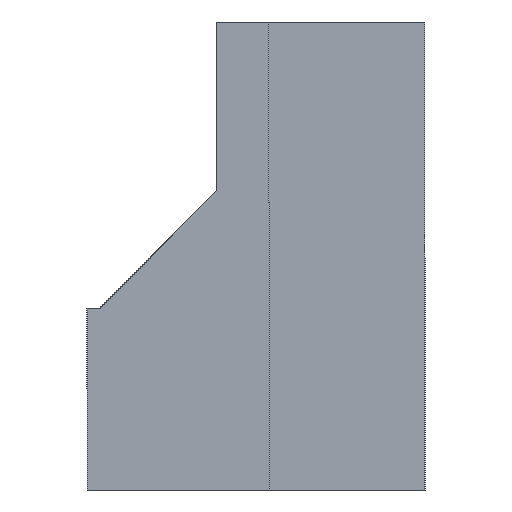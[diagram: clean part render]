
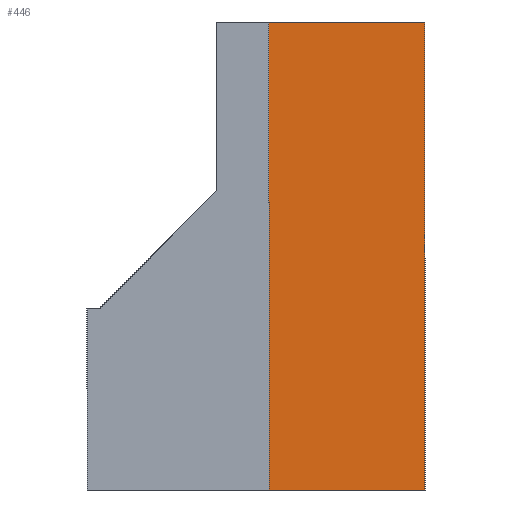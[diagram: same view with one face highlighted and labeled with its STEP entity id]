
A CAD part, left-side view. The second image highlights one B-rep face of the part: STEP entity #446.
In plain terms, the highlighted planar face has unit normal (-1, 0, 0).
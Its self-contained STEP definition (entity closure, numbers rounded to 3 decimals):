
#35 = CARTESIAN_POINT ( 'NONE',  ( 31.5, -10.5, 18. ) ) ;
#45 = CARTESIAN_POINT ( 'NONE',  ( 31.5, -4.5, 18. ) ) ;
#54 = DIRECTION ( 'NONE',  ( 1., 0., 0. ) ) ;
#58 = LINE ( 'NONE', #137, #562 ) ;
#123 = EDGE_CURVE ( 'NONE', #283, #870, #58, .T. ) ;
#127 = ORIENTED_EDGE ( 'NONE', *, *, #319, .F. ) ;
#137 = CARTESIAN_POINT ( 'NONE',  ( 31.5, -10.5, 18. ) ) ;
#152 = EDGE_LOOP ( 'NONE', ( #189, #304, #127, #824 ) ) ;
#181 = CARTESIAN_POINT ( 'NONE',  ( 31.5, -10.5, 18. ) ) ;
#189 = ORIENTED_EDGE ( 'NONE', *, *, #745, .T. ) ;
#283 = VERTEX_POINT ( 'NONE', #427 ) ;
#300 = DIRECTION ( 'NONE',  ( 0., 0., -1. ) ) ;
#304 = ORIENTED_EDGE ( 'NONE', *, *, #659, .F. ) ;
#319 = EDGE_CURVE ( 'NONE', #283, #880, #350, .T. ) ;
#331 = VECTOR ( 'NONE', #300, 1000. ) ;
#350 = LINE ( 'NONE', #35, #431 ) ;
#359 = DIRECTION ( 'NONE',  ( 0., 1., 0. ) ) ;
#387 = DIRECTION ( 'NONE',  ( 0., 0., -1. ) ) ;
#427 = CARTESIAN_POINT ( 'NONE',  ( 31.5, -10.5, 18. ) ) ;
#431 = VECTOR ( 'NONE', #636, 1000. ) ;
#444 = FACE_OUTER_BOUND ( 'NONE', #152, .T. ) ;
#446 = ADVANCED_FACE ( 'NONE', ( #444 ), #516, .F. ) ;
#503 = CARTESIAN_POINT ( 'NONE',  ( 31.5, -4.5, 18. ) ) ;
#516 = PLANE ( 'NONE',  #593 ) ;
#517 = CARTESIAN_POINT ( 'NONE',  ( 31.5, -10.5, 0. ) ) ;
#562 = VECTOR ( 'NONE', #359, 1000. ) ;
#593 = AXIS2_PLACEMENT_3D ( 'NONE', #181, #54, #387 ) ;
#631 = CARTESIAN_POINT ( 'NONE',  ( 31.5, -10.5, 0. ) ) ;
#636 = DIRECTION ( 'NONE',  ( 0., 0., -1. ) ) ;
#640 = CARTESIAN_POINT ( 'NONE',  ( 31.5, -4.5, 0. ) ) ;
#659 = EDGE_CURVE ( 'NONE', #880, #724, #812, .T. ) ;
#674 = LINE ( 'NONE', #503, #331 ) ;
#704 = DIRECTION ( 'NONE',  ( 0., 1., 0. ) ) ;
#724 = VERTEX_POINT ( 'NONE', #640 ) ;
#745 = EDGE_CURVE ( 'NONE', #870, #724, #674, .T. ) ;
#812 = LINE ( 'NONE', #631, #841 ) ;
#824 = ORIENTED_EDGE ( 'NONE', *, *, #123, .T. ) ;
#841 = VECTOR ( 'NONE', #704, 1000. ) ;
#870 = VERTEX_POINT ( 'NONE', #45 ) ;
#880 = VERTEX_POINT ( 'NONE', #517 ) ;
